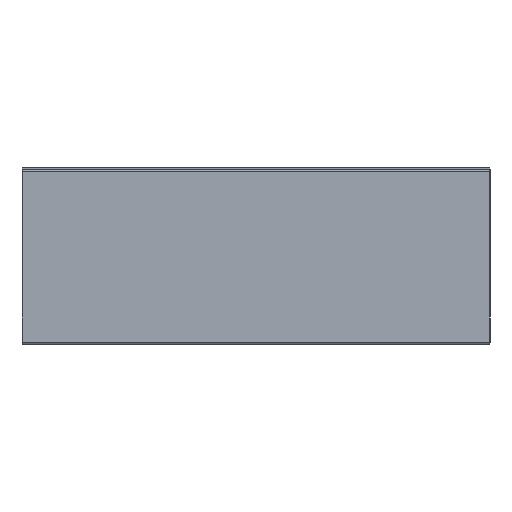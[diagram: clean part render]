
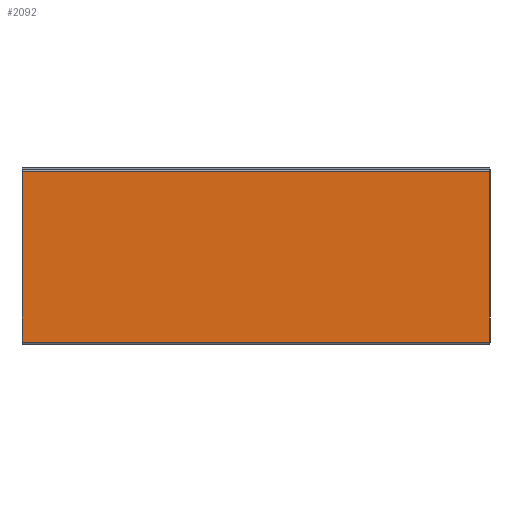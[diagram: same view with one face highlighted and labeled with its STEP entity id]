
A CAD part, left-side view. The second image highlights one B-rep face of the part: STEP entity #2092.
In plain terms, the highlighted planar face has unit normal (-1, 0, 0).
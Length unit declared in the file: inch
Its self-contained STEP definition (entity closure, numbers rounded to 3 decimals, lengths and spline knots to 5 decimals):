
#27 = CARTESIAN_POINT ( 'NONE',  ( -8., 8., 5.914 ) ) ;
#84 = CARTESIAN_POINT ( 'NONE',  ( -8., -8., 0.086 ) ) ;
#1013 = LINE ( 'NONE', #1485, #1667 ) ;
#1050 = FACE_OUTER_BOUND ( 'NONE', #4156, .T. ) ;
#1148 = DIRECTION ( 'NONE',  ( 0., 1., 0. ) ) ;
#1450 = PLANE ( 'NONE',  #3180 ) ;
#1485 = CARTESIAN_POINT ( 'NONE',  ( -8., -8., 0.057 ) ) ;
#1586 = DIRECTION ( 'NONE',  ( 0., 0., -1. ) ) ;
#1615 = LINE ( 'NONE', #3716, #4341 ) ;
#1667 = VECTOR ( 'NONE', #3010, 39.37008 ) ;
#2092 = ADVANCED_FACE ( 'NONE', ( #1050 ), #1450, .T. ) ;
#2267 = EDGE_CURVE ( 'NONE', #6006, #4959, #5215, .T. ) ;
#2412 = VECTOR ( 'NONE', #1148, 39.37008 ) ;
#2727 = VECTOR ( 'NONE', #3047, 39.37008 ) ;
#2746 = CARTESIAN_POINT ( 'NONE',  ( -8., 8., 0.086 ) ) ;
#3010 = DIRECTION ( 'NONE',  ( 0., 0., 1. ) ) ;
#3047 = DIRECTION ( 'NONE',  ( 0., 1., 0. ) ) ;
#3103 = ORIENTED_EDGE ( 'NONE', *, *, #4046, .T. ) ;
#3180 = AXIS2_PLACEMENT_3D ( 'NONE', #4091, #4494, #4062 ) ;
#3716 = CARTESIAN_POINT ( 'NONE',  ( -8., 8., 0.057 ) ) ;
#4024 = LINE ( 'NONE', #27, #2727 ) ;
#4046 = EDGE_CURVE ( 'NONE', #4416, #6518, #4024, .T. ) ;
#4062 = DIRECTION ( 'NONE',  ( 0., 0., 1. ) ) ;
#4091 = CARTESIAN_POINT ( 'NONE',  ( -8., 8., 0.047 ) ) ;
#4156 = EDGE_LOOP ( 'NONE', ( #4212, #4440, #5034, #3103 ) ) ;
#4212 = ORIENTED_EDGE ( 'NONE', *, *, #5854, .T. ) ;
#4341 = VECTOR ( 'NONE', #1586, 39.37008 ) ;
#4416 = VERTEX_POINT ( 'NONE', #5691 ) ;
#4440 = ORIENTED_EDGE ( 'NONE', *, *, #2267, .F. ) ;
#4494 = DIRECTION ( 'NONE',  ( -1., 0., 0. ) ) ;
#4959 = VERTEX_POINT ( 'NONE', #2746 ) ;
#5034 = ORIENTED_EDGE ( 'NONE', *, *, #5641, .T. ) ;
#5215 = LINE ( 'NONE', #84, #2412 ) ;
#5641 = EDGE_CURVE ( 'NONE', #6006, #4416, #1013, .T. ) ;
#5675 = CARTESIAN_POINT ( 'NONE',  ( -8., 8., 5.914 ) ) ;
#5691 = CARTESIAN_POINT ( 'NONE',  ( -8., -8., 5.914 ) ) ;
#5854 = EDGE_CURVE ( 'NONE', #6518, #4959, #1615, .T. ) ;
#6006 = VERTEX_POINT ( 'NONE', #6429 ) ;
#6429 = CARTESIAN_POINT ( 'NONE',  ( -8., -8., 0.086 ) ) ;
#6518 = VERTEX_POINT ( 'NONE', #5675 ) ;
